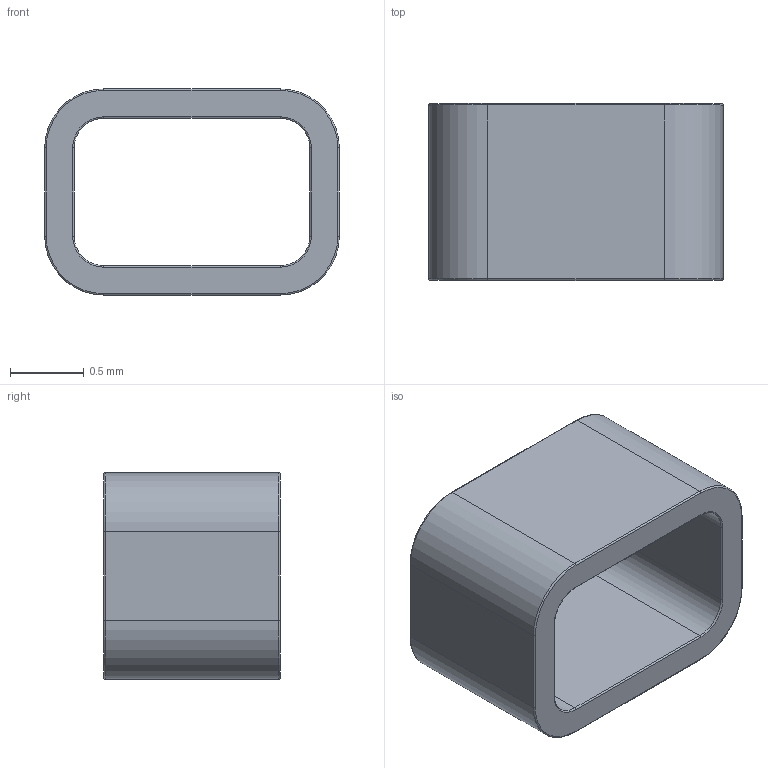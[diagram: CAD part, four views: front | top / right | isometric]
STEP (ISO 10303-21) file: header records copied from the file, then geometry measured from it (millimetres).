
FILE_DESCRIPTION(('FreeCAD Model'),'2;1');
FILE_NAME('Fillet002.step', '2018-08-08T10:36:13',('kicad StepUp'),('ksu MCAD'), 'Open CASCADE STEP processor 7.2','FreeCAD','Unknown');
FILE_SCHEMA(('AUTOMOTIVE_DESIGN_CC2 { 1 2 10303 214 -1 1 5 4 }'));
Length unit declared in the file: millimetre
Products named in the file (1): Fillet002
Bounding box: 2 x 1.2 x 1.4 mm (x, y, z)
Volume: 1.3 mm3; surface area: 15.3 mm2
Topology: 1 solids, 1 shells, 50 faces, 112 edges, 64 vertices
Faces by surface type: cylinder 24, torus 16, plane 10
Entity records: 3142 total; most frequent: CARTESIAN_POINT 515, DIRECTION 438, ORIENTED_EDGE 224, PCURVE 224, DEFINITIONAL_REPRESENTATION 224, LINE 192, VECTOR 192, AXIS2_PLACEMENT_3D 115
